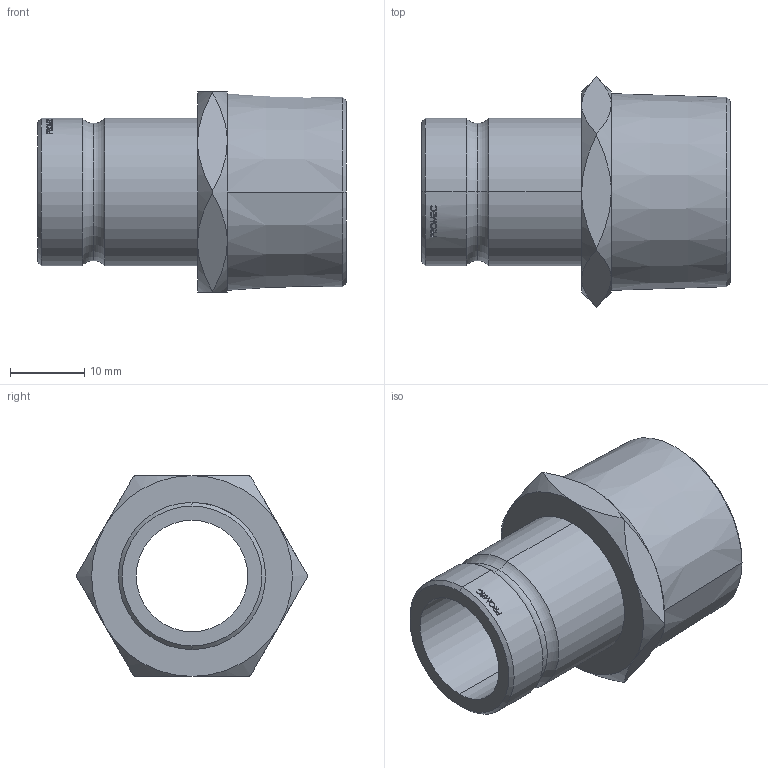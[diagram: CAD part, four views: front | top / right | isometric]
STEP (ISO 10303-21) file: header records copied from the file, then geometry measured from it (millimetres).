
FILE_DESCRIPTION (( 'STEP AP203' ), '1' );
FILE_NAME ('98ba.STEP', '2022-09-21T18:01:03', ( '' ), ( '' ), 'SwSTEP 2.0', 'SolidWorks 2019', '' );
FILE_SCHEMA (( 'CONFIG_CONTROL_DESIGN' ));
Length unit declared in the file: millimetre
Products named in the file (1): 98ba
Bounding box: 41.5 x 31 x 27 mm (x, y, z)
Volume: 10091.8 mm3; surface area: 5734.5 mm2
Topology: 1 solids, 1 shells, 121 faces, 302 edges, 194 vertices
Faces by surface type: plane 42, bspline 42, cone 18, cylinder 15, torus 4
Entity records: 5409 total; most frequent: CARTESIAN_POINT 2808, ORIENTED_EDGE 604, DIRECTION 386, EDGE_CURVE 302, VERTEX_POINT 194, AXIS2_PLACEMENT_3D 164, B_SPLINE_CURVE_WITH_KNOTS 160, EDGE_LOOP 134
